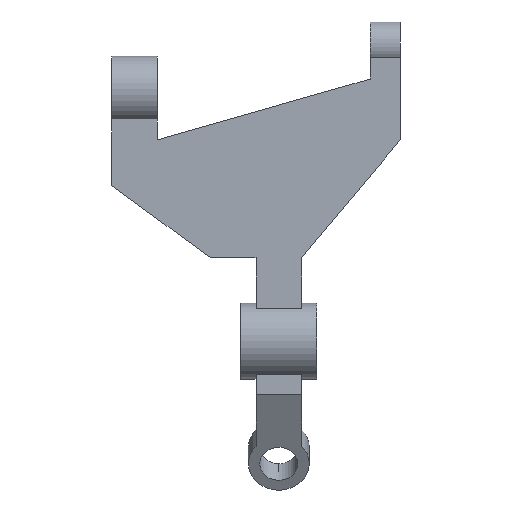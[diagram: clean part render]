
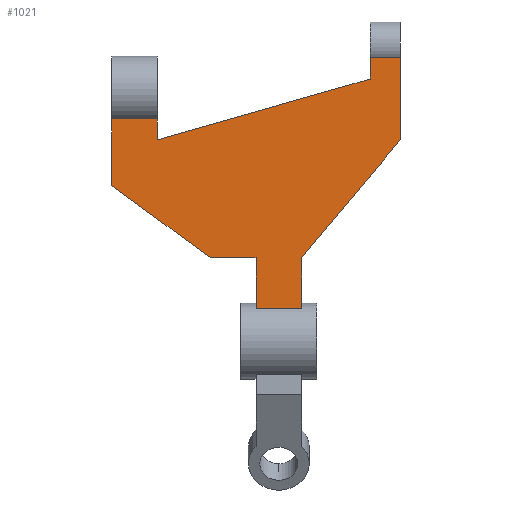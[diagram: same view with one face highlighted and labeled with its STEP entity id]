
A CAD part, front view. The second image highlights one B-rep face of the part: STEP entity #1021.
In plain terms, the highlighted planar face has unit normal (0, -1, 0).
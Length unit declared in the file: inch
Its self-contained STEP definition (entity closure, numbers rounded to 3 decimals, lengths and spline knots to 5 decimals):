
#242 = VECTOR ( 'NONE', #248, 39.37008 ) ;
#248 = DIRECTION ( 'NONE',  ( -1., 0., 0. ) ) ;
#582 = DIRECTION ( 'NONE',  ( 0., 0., 1. ) ) ;
#583 = DIRECTION ( 'NONE',  ( 0., 1., 0. ) ) ;
#584 = CARTESIAN_POINT ( 'NONE',  ( -5.5, -0.625, 2.25004 ) ) ;
#585 = AXIS2_PLACEMENT_3D ( 'NONE', #584, #583, #582 ) ;
#586 = PLANE ( 'NONE',  #585 ) ;
#587 = FACE_OUTER_BOUND ( 'NONE', #1020, .T. ) ;
#612 = DIRECTION ( 'NONE',  ( -1., 0., 0. ) ) ;
#613 = VECTOR ( 'NONE', #612, 39.37008 ) ;
#614 = CARTESIAN_POINT ( 'NONE',  ( -8.68198, -0.625, -0.93541 ) ) ;
#615 = LINE ( 'NONE', #614, #613 ) ;
#616 = CARTESIAN_POINT ( 'NONE',  ( -5.5, -0.625, -3.125 ) ) ;
#617 = CARTESIAN_POINT ( 'NONE',  ( -0.75, -0.625, -5.5 ) ) ;
#622 = DIRECTION ( 'NONE',  ( 0., 0., -1. ) ) ;
#623 = VECTOR ( 'NONE', #622, 39.37008 ) ;
#624 = CARTESIAN_POINT ( 'NONE',  ( -5.5, -0.625, 2.25004 ) ) ;
#625 = LINE ( 'NONE', #624, #623 ) ;
#642 = CARTESIAN_POINT ( 'NONE',  ( 3., -0.625, 0.375 ) ) ;
#643 = DIRECTION ( 'NONE',  ( 0., 0., -1. ) ) ;
#644 = VECTOR ( 'NONE', #643, 39.37008 ) ;
#645 = CARTESIAN_POINT ( 'NONE',  ( -4., -0.625, 2.25004 ) ) ;
#646 = LINE ( 'NONE', #645, #644 ) ;
#647 = CARTESIAN_POINT ( 'NONE',  ( -4., -0.625, -1.625 ) ) ;
#648 = DIRECTION ( 'NONE',  ( 0.962, 0., 0.275 ) ) ;
#649 = VECTOR ( 'NONE', #648, 39.37008 ) ;
#650 = CARTESIAN_POINT ( 'NONE',  ( -4., -0.625, -1.625 ) ) ;
#651 = LINE ( 'NONE', #650, #649 ) ;
#652 = DIRECTION ( 'NONE',  ( 0., 0., -1. ) ) ;
#653 = VECTOR ( 'NONE', #652, 39.37008 ) ;
#654 = CARTESIAN_POINT ( 'NONE',  ( 3., -0.625, 2.25004 ) ) ;
#655 = LINE ( 'NONE', #654, #653 ) ;
#656 = CARTESIAN_POINT ( 'NONE',  ( 4., -0.625, -1.625 ) ) ;
#657 = DIRECTION ( 'NONE',  ( -0.643, 0., -0.766 ) ) ;
#658 = VECTOR ( 'NONE', #657, 39.37008 ) ;
#659 = CARTESIAN_POINT ( 'NONE',  ( 4., -0.625, -1.625 ) ) ;
#660 = LINE ( 'NONE', #659, #658 ) ;
#661 = DIRECTION ( 'NONE',  ( 0., 0., -1. ) ) ;
#662 = VECTOR ( 'NONE', #661, 39.37008 ) ;
#663 = CARTESIAN_POINT ( 'NONE',  ( 0.75, -0.625, -5.5 ) ) ;
#664 = LINE ( 'NONE', #663, #662 ) ;
#665 = DIRECTION ( 'NONE',  ( 0., 0., -1. ) ) ;
#666 = VECTOR ( 'NONE', #665, 39.37008 ) ;
#667 = CARTESIAN_POINT ( 'NONE',  ( 4., -0.625, 2.25004 ) ) ;
#668 = LINE ( 'NONE', #667, #666 ) ;
#669 = CARTESIAN_POINT ( 'NONE',  ( 0.75, -0.625, -5.5 ) ) ;
#670 = DIRECTION ( 'NONE',  ( -0.807, 0., 0.59 ) ) ;
#671 = VECTOR ( 'NONE', #670, 39.37008 ) ;
#672 = CARTESIAN_POINT ( 'NONE',  ( -5.5, -0.625, -3.125 ) ) ;
#673 = LINE ( 'NONE', #672, #671 ) ;
#680 = CARTESIAN_POINT ( 'NONE',  ( -4., -0.625, -0.93541 ) ) ;
#681 = CARTESIAN_POINT ( 'NONE',  ( -2.25, -0.625, -5.5 ) ) ;
#709 = DIRECTION ( 'NONE',  ( 0., 0., 1. ) ) ;
#710 = VECTOR ( 'NONE', #709, 39.37008 ) ;
#711 = CARTESIAN_POINT ( 'NONE',  ( -0.75, -0.625, -10. ) ) ;
#712 = LINE ( 'NONE', #711, #710 ) ;
#713 = DIRECTION ( 'NONE',  ( -1., 0., 0. ) ) ;
#714 = VECTOR ( 'NONE', #713, 39.37008 ) ;
#715 = CARTESIAN_POINT ( 'NONE',  ( -2.25, -0.625, -5.5 ) ) ;
#716 = LINE ( 'NONE', #715, #714 ) ;
#732 = CARTESIAN_POINT ( 'NONE',  ( -5.5, -0.625, -0.93541 ) ) ;
#772 = CARTESIAN_POINT ( 'NONE',  ( 1.25, -0.625, -7.16747 ) ) ;
#773 = LINE ( 'NONE', #772, #242 ) ;
#778 = CARTESIAN_POINT ( 'NONE',  ( -0.75, -0.625, -7.16747 ) ) ;
#779 = CARTESIAN_POINT ( 'NONE',  ( 0.75, -0.625, -7.16747 ) ) ;
#909 = DIRECTION ( 'NONE',  ( 1., 0., 0. ) ) ;
#910 = VECTOR ( 'NONE', #909, 39.37008 ) ;
#911 = CARTESIAN_POINT ( 'NONE',  ( 6.12132, -0.625, 1.08542 ) ) ;
#912 = LINE ( 'NONE', #911, #910 ) ;
#913 = CARTESIAN_POINT ( 'NONE',  ( 3., -0.625, 1.08542 ) ) ;
#924 = CARTESIAN_POINT ( 'NONE',  ( 4., -0.625, 1.08542 ) ) ;
#1020 = EDGE_LOOP ( 'NONE', ( #1144, #1048, #1052, #1045, #1047, #1053, #1055, #1058, #1040, #1039, #1043, #1036, #1098 ) ) ;
#1021 = ADVANCED_FACE ( 'NONE', ( #587 ), #586, .F. ) ;
#1031 = EDGE_CURVE ( 'NONE', #1085, #1038, #625, .T. ) ;
#1036 = ORIENTED_EDGE ( 'NONE', *, *, #1097, .F. ) ;
#1037 = VERTEX_POINT ( 'NONE', #617 ) ;
#1038 = VERTEX_POINT ( 'NONE', #616 ) ;
#1039 = ORIENTED_EDGE ( 'NONE', *, *, #1031, .T. ) ;
#1040 = ORIENTED_EDGE ( 'NONE', *, *, #1041, .T. ) ;
#1041 = EDGE_CURVE ( 'NONE', #1078, #1085, #615, .T. ) ;
#1042 = EDGE_CURVE ( 'NONE', #1077, #1038, #673, .T. ) ;
#1043 = ORIENTED_EDGE ( 'NONE', *, *, #1042, .F. ) ;
#1044 = VERTEX_POINT ( 'NONE', #669 ) ;
#1045 = ORIENTED_EDGE ( 'NONE', *, *, #1046, .F. ) ;
#1046 = EDGE_CURVE ( 'NONE', #1205, #1051, #668, .T. ) ;
#1047 = ORIENTED_EDGE ( 'NONE', *, *, #1213, .F. ) ;
#1048 = ORIENTED_EDGE ( 'NONE', *, *, #1049, .F. ) ;
#1049 = EDGE_CURVE ( 'NONE', #1044, #1139, #664, .T. ) ;
#1050 = EDGE_CURVE ( 'NONE', #1051, #1044, #660, .T. ) ;
#1051 = VERTEX_POINT ( 'NONE', #656 ) ;
#1052 = ORIENTED_EDGE ( 'NONE', *, *, #1050, .F. ) ;
#1053 = ORIENTED_EDGE ( 'NONE', *, *, #1054, .T. ) ;
#1054 = EDGE_CURVE ( 'NONE', #1211, #1060, #655, .T. ) ;
#1055 = ORIENTED_EDGE ( 'NONE', *, *, #1056, .F. ) ;
#1056 = EDGE_CURVE ( 'NONE', #1057, #1060, #651, .T. ) ;
#1057 = VERTEX_POINT ( 'NONE', #647 ) ;
#1058 = ORIENTED_EDGE ( 'NONE', *, *, #1059, .F. ) ;
#1059 = EDGE_CURVE ( 'NONE', #1078, #1057, #646, .T. ) ;
#1060 = VERTEX_POINT ( 'NONE', #642 ) ;
#1077 = VERTEX_POINT ( 'NONE', #681 ) ;
#1078 = VERTEX_POINT ( 'NONE', #680 ) ;
#1085 = VERTEX_POINT ( 'NONE', #732 ) ;
#1097 = EDGE_CURVE ( 'NONE', #1037, #1077, #716, .T. ) ;
#1098 = ORIENTED_EDGE ( 'NONE', *, *, #1099, .F. ) ;
#1099 = EDGE_CURVE ( 'NONE', #1140, #1037, #712, .T. ) ;
#1139 = VERTEX_POINT ( 'NONE', #779 ) ;
#1140 = VERTEX_POINT ( 'NONE', #778 ) ;
#1144 = ORIENTED_EDGE ( 'NONE', *, *, #1145, .F. ) ;
#1145 = EDGE_CURVE ( 'NONE', #1139, #1140, #773, .T. ) ;
#1205 = VERTEX_POINT ( 'NONE', #924 ) ;
#1211 = VERTEX_POINT ( 'NONE', #913 ) ;
#1213 = EDGE_CURVE ( 'NONE', #1211, #1205, #912, .T. ) ;
